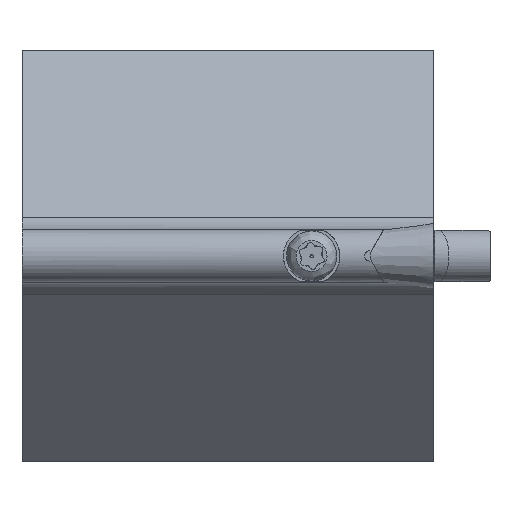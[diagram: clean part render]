
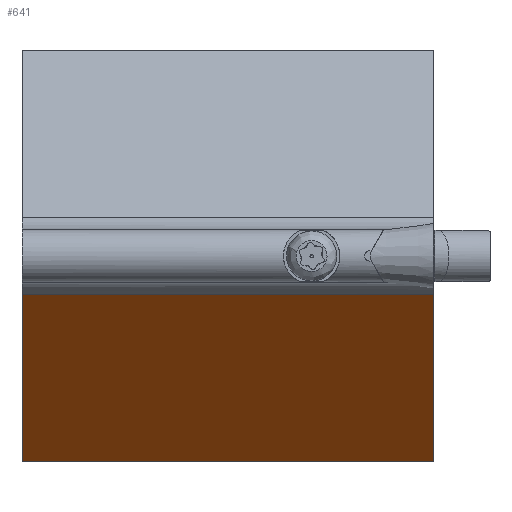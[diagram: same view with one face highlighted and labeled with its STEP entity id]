
A CAD part, left-side view. The second image highlights one B-rep face of the part: STEP entity #641.
In plain terms, the highlighted planar face has unit normal (-0.707, 0, -0.707).
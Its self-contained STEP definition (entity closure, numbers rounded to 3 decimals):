
#121=LINE('',#2624,#298);
#124=LINE('',#2633,#301);
#130=LINE('',#2647,#307);
#145=LINE('',#2686,#322);
#298=VECTOR('',#2106,1.);
#301=VECTOR('',#2113,1.);
#307=VECTOR('',#2127,1.);
#322=VECTOR('',#2158,1.);
#470=PLANE('',#1926);
#542=FACE_OUTER_BOUND('',#790,.T.);
#641=ADVANCED_FACE('',(#542),#470,.F.);
#790=EDGE_LOOP('',(#1000,#1001,#1002,#1003));
#1000=ORIENTED_EDGE('',*,*,#1608,.F.);
#1001=ORIENTED_EDGE('',*,*,#1636,.T.);
#1002=ORIENTED_EDGE('',*,*,#1616,.F.);
#1003=ORIENTED_EDGE('',*,*,#1604,.F.);
#1429=VERTEX_POINT('',#2622);
#1431=VERTEX_POINT('',#2625);
#1434=VERTEX_POINT('',#2632);
#1439=VERTEX_POINT('',#2648);
#1604=EDGE_CURVE('',#1429,#1431,#121,.T.);
#1608=EDGE_CURVE('',#1434,#1429,#124,.T.);
#1616=EDGE_CURVE('',#1431,#1439,#130,.T.);
#1636=EDGE_CURVE('',#1434,#1439,#145,.T.);
#1926=AXIS2_PLACEMENT_3D('',#2839,#2188,#2189);
#2106=DIRECTION('',(0.,1.,0.));
#2113=DIRECTION('',(0.707,0.,-0.707));
#2127=DIRECTION('',(-0.707,0.,0.707));
#2158=DIRECTION('',(0.,1.,0.));
#2188=DIRECTION('',(0.707,0.,0.707));
#2189=DIRECTION('',(0.707,0.,-0.707));
#2622=CARTESIAN_POINT('',(36.45,0.,-20.));
#2624=CARTESIAN_POINT('',(36.45,40.,-20.));
#2625=CARTESIAN_POINT('',(36.45,40.,-20.));
#2632=CARTESIAN_POINT('',(20.172,0.,-3.722));
#2633=CARTESIAN_POINT('',(36.45,0.,-20.));
#2647=CARTESIAN_POINT('',(36.45,40.,-20.));
#2648=CARTESIAN_POINT('',(20.172,40.,-3.722));
#2686=CARTESIAN_POINT('',(20.172,40.,-3.722));
#2839=CARTESIAN_POINT('',(36.45,40.,-20.));
